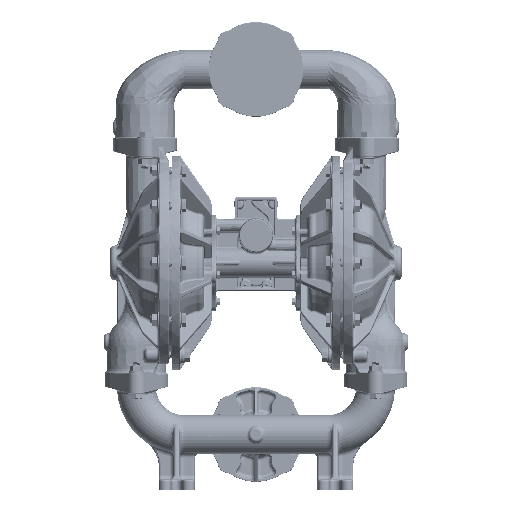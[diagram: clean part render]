
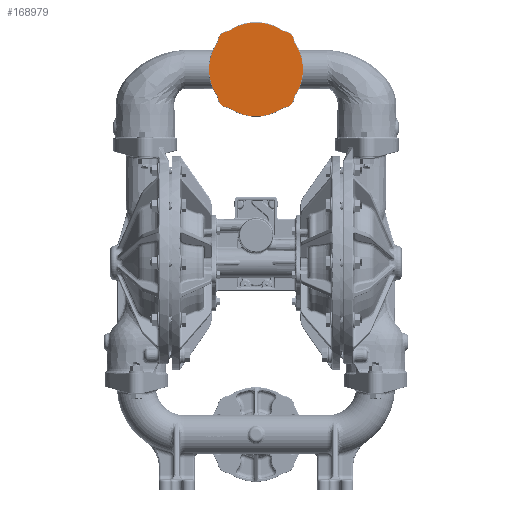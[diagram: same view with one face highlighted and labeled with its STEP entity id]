
A CAD part, front view. The second image highlights one B-rep face of the part: STEP entity #168979.
In plain terms, the highlighted face is planar.
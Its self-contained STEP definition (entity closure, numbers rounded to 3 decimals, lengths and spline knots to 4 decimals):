
#20751=CARTESIAN_POINT('',(2.6753,-4.6,10.3747));
#20752=DIRECTION('',(0.,-1.,0.));
#20753=DIRECTION('',(-0.826,0.,0.564));
#20754=AXIS2_PLACEMENT_3D('',#20751,#20752,#20753);
#20756=CARTESIAN_POINT('',(1.7395,-4.6,10.4628));
#20757=DIRECTION('',(0.,1.,0.));
#20758=DIRECTION('',(0.996,0.,-0.094));
#20759=AXIS2_PLACEMENT_3D('',#20756,#20757,#20758);
#20761=CARTESIAN_POINT('',(1.8276,-4.6,9.527));
#20762=DIRECTION('',(0.,-1.,0.));
#20763=DIRECTION('',(-0.094,0.,0.996));
#20764=AXIS2_PLACEMENT_3D('',#20761,#20762,#20763);
#20766=CARTESIAN_POINT('',(0.,-4.6,12.2023));
#20767=DIRECTION('',(0.,1.,0.));
#20768=DIRECTION('',(0.564,0.,-0.826));
#20769=AXIS2_PLACEMENT_3D('',#20766,#20767,#20768);
#20771=CARTESIAN_POINT('',(-1.8276,-4.6,9.527));
#20772=DIRECTION('',(0.,-1.,0.));
#20773=DIRECTION('',(0.564,0.,0.826));
#20774=AXIS2_PLACEMENT_3D('',#20771,#20772,#20773);
#20776=CARTESIAN_POINT('',(-1.7395,-4.6,10.4628));
#20777=DIRECTION('',(0.,1.,0.));
#20778=DIRECTION('',(-0.094,0.,-0.996));
#20779=AXIS2_PLACEMENT_3D('',#20776,#20777,#20778);
#20781=CARTESIAN_POINT('',(-2.6753,-4.6,10.3747));
#20782=DIRECTION('',(0.,-1.,0.));
#20783=DIRECTION('',(0.996,0.,0.094));
#20784=AXIS2_PLACEMENT_3D('',#20781,#20782,#20783);
#20786=CARTESIAN_POINT('',(0.,-4.6,12.2023));
#20787=DIRECTION('',(0.,1.,0.));
#20788=DIRECTION('',(-0.826,0.,-0.564));
#20789=AXIS2_PLACEMENT_3D('',#20786,#20787,#20788);
#20791=CARTESIAN_POINT('',(-2.6753,-4.6,14.0299));
#20792=DIRECTION('',(0.,-1.,0.));
#20793=DIRECTION('',(0.826,0.,-0.564));
#20794=AXIS2_PLACEMENT_3D('',#20791,#20792,#20793);
#20796=CARTESIAN_POINT('',(-1.7395,-4.6,13.9418));
#20797=DIRECTION('',(0.,1.,0.));
#20798=DIRECTION('',(-0.996,0.,0.094));
#20799=AXIS2_PLACEMENT_3D('',#20796,#20797,#20798);
#20801=CARTESIAN_POINT('',(-1.8276,-4.6,14.8777));
#20802=DIRECTION('',(0.,-1.,0.));
#20803=DIRECTION('',(0.094,0.,-0.996));
#20804=AXIS2_PLACEMENT_3D('',#20801,#20802,#20803);
#20806=CARTESIAN_POINT('',(0.,-4.6,12.2023));
#20807=DIRECTION('',(0.,1.,0.));
#20808=DIRECTION('',(-0.564,0.,0.826));
#20809=AXIS2_PLACEMENT_3D('',#20806,#20807,#20808);
#20811=CARTESIAN_POINT('',(1.8276,-4.6,14.8777));
#20812=DIRECTION('',(0.,-1.,0.));
#20813=DIRECTION('',(-0.564,0.,-0.826));
#20814=AXIS2_PLACEMENT_3D('',#20811,#20812,#20813);
#20816=CARTESIAN_POINT('',(1.7395,-4.6,13.9418));
#20817=DIRECTION('',(0.,1.,0.));
#20818=DIRECTION('',(0.094,0.,0.996));
#20819=AXIS2_PLACEMENT_3D('',#20816,#20817,#20818);
#20821=CARTESIAN_POINT('',(2.6753,-4.6,14.0299));
#20822=DIRECTION('',(0.,-1.,0.));
#20823=DIRECTION('',(-0.996,0.,-0.094));
#20824=AXIS2_PLACEMENT_3D('',#20821,#20822,#20823);
#20826=CARTESIAN_POINT('',(0.,-4.6,12.2023));
#20827=DIRECTION('',(0.,1.,0.));
#20828=DIRECTION('',(0.826,0.,0.564));
#20829=AXIS2_PLACEMENT_3D('',#20826,#20827,#20828);
#116317=CARTESIAN_POINT('',(-1.6691,-4.6,14.6456));
#116318=CARTESIAN_POINT('',(1.6691,-4.6,14.6456));
#116319=VERTEX_POINT('',#116317);
#116320=VERTEX_POINT('',#116318);
#116321=CARTESIAN_POINT('',(2.4433,-4.6,10.5332));
#116322=CARTESIAN_POINT('',(2.3956,-4.6,10.4011));
#116323=VERTEX_POINT('',#116321);
#116324=VERTEX_POINT('',#116322);
#116325=CARTESIAN_POINT('',(1.8013,-4.6,9.8067));
#116326=VERTEX_POINT('',#116325);
#116327=CARTESIAN_POINT('',(1.6691,-4.6,9.759));
#116328=VERTEX_POINT('',#116327);
#116329=CARTESIAN_POINT('',(-1.6691,-4.6,9.759));
#116330=VERTEX_POINT('',#116329);
#116331=CARTESIAN_POINT('',(-1.8013,-4.6,9.8067));
#116332=VERTEX_POINT('',#116331);
#116333=CARTESIAN_POINT('',(-2.3956,-4.6,10.4011));
#116334=VERTEX_POINT('',#116333);
#116335=CARTESIAN_POINT('',(-2.4433,-4.6,10.5332));
#116336=VERTEX_POINT('',#116335);
#116337=CARTESIAN_POINT('',(-2.4433,-4.6,13.8714));
#116338=VERTEX_POINT('',#116337);
#116339=CARTESIAN_POINT('',(-2.3956,-4.6,14.0036));
#116340=VERTEX_POINT('',#116339);
#116341=CARTESIAN_POINT('',(-1.8013,-4.6,14.5979));
#116342=VERTEX_POINT('',#116341);
#116343=CARTESIAN_POINT('',(1.8013,-4.6,14.5979));
#116344=VERTEX_POINT('',#116343);
#116345=CARTESIAN_POINT('',(2.3956,-4.6,14.0036));
#116346=VERTEX_POINT('',#116345);
#116347=CARTESIAN_POINT('',(2.4433,-4.6,13.8714));
#116348=VERTEX_POINT('',#116347);
#168941=CARTESIAN_POINT('',(0.,-4.6,7.28));
#168942=DIRECTION('',(0.,-1.,0.));
#168943=DIRECTION('',(0.,0.,1.));
#168944=AXIS2_PLACEMENT_3D('',#168941,#168942,#168943);
#168945=PLANE('',#168944);
#168947=ORIENTED_EDGE('',*,*,#168946,.T.);
#168949=ORIENTED_EDGE('',*,*,#168948,.T.);
#168951=ORIENTED_EDGE('',*,*,#168950,.T.);
#168953=ORIENTED_EDGE('',*,*,#168952,.T.);
#168955=ORIENTED_EDGE('',*,*,#168954,.T.);
#168957=ORIENTED_EDGE('',*,*,#168956,.T.);
#168959=ORIENTED_EDGE('',*,*,#168958,.T.);
#168961=ORIENTED_EDGE('',*,*,#168960,.T.);
#168963=ORIENTED_EDGE('',*,*,#168962,.T.);
#168965=ORIENTED_EDGE('',*,*,#168964,.T.);
#168967=ORIENTED_EDGE('',*,*,#168966,.T.);
#168968=ORIENTED_EDGE('',*,*,#168931,.T.);
#168970=ORIENTED_EDGE('',*,*,#168969,.T.);
#168972=ORIENTED_EDGE('',*,*,#168971,.T.);
#168974=ORIENTED_EDGE('',*,*,#168973,.T.);
#168976=ORIENTED_EDGE('',*,*,#168975,.T.);
#168977=EDGE_LOOP('',(#168947,#168949,#168951,#168953,#168955,#168957,#168959,
#168961,#168963,#168965,#168967,#168968,#168970,#168972,#168974,#168976));
#168978=FACE_OUTER_BOUND('',#168977,.F.);
#168979=ADVANCED_FACE('',(#168978),#168945,.T.);
#20755=CIRCLE('',#20754,0.281);
#20760=CIRCLE('',#20759,0.659);
#20765=CIRCLE('',#20764,0.281);
#20770=CIRCLE('',#20769,2.959);
#20775=CIRCLE('',#20774,0.281);
#20780=CIRCLE('',#20779,0.659);
#20785=CIRCLE('',#20784,0.281);
#20790=CIRCLE('',#20789,2.959);
#20795=CIRCLE('',#20794,0.281);
#20800=CIRCLE('',#20799,0.659);
#20805=CIRCLE('',#20804,0.281);
#20810=CIRCLE('',#20809,2.959);
#20815=CIRCLE('',#20814,0.281);
#20820=CIRCLE('',#20819,0.659);
#20825=CIRCLE('',#20824,0.281);
#20830=CIRCLE('',#20829,2.959);
#168931=EDGE_CURVE('',#116319,#116320,#20810,.T.);
#168946=EDGE_CURVE('',#116323,#116324,#20755,.T.);
#168948=EDGE_CURVE('',#116324,#116326,#20760,.T.);
#168950=EDGE_CURVE('',#116326,#116328,#20765,.T.);
#168952=EDGE_CURVE('',#116328,#116330,#20770,.T.);
#168954=EDGE_CURVE('',#116330,#116332,#20775,.T.);
#168956=EDGE_CURVE('',#116332,#116334,#20780,.T.);
#168958=EDGE_CURVE('',#116334,#116336,#20785,.T.);
#168960=EDGE_CURVE('',#116336,#116338,#20790,.T.);
#168962=EDGE_CURVE('',#116338,#116340,#20795,.T.);
#168964=EDGE_CURVE('',#116340,#116342,#20800,.T.);
#168966=EDGE_CURVE('',#116342,#116319,#20805,.T.);
#168969=EDGE_CURVE('',#116320,#116344,#20815,.T.);
#168971=EDGE_CURVE('',#116344,#116346,#20820,.T.);
#168973=EDGE_CURVE('',#116346,#116348,#20825,.T.);
#168975=EDGE_CURVE('',#116348,#116323,#20830,.T.);
